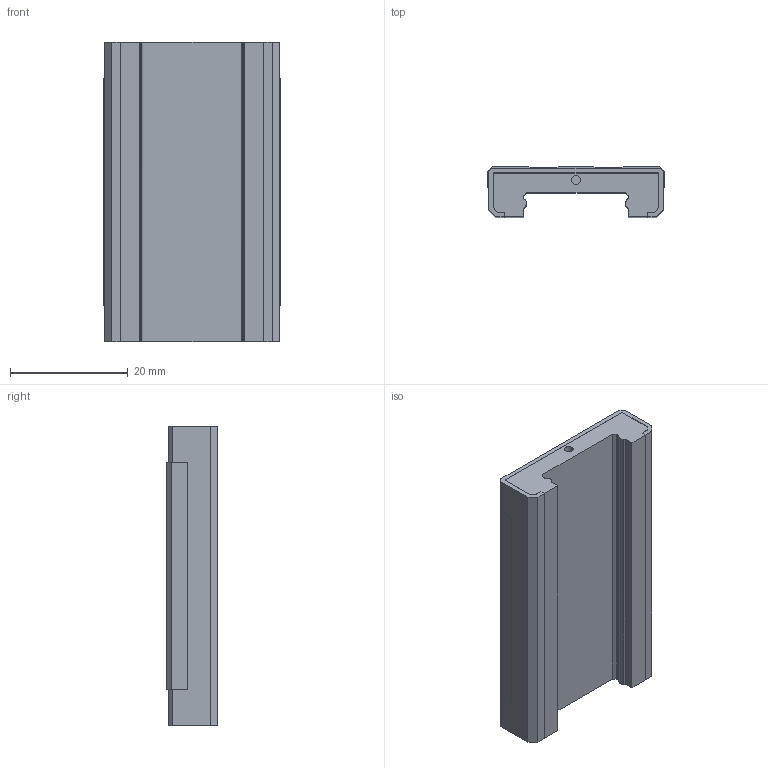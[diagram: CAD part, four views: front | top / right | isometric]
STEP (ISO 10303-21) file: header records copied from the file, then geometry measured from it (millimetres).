
FILE_DESCRIPTION(/* description */ (''),/* implementation_level */ '2;1');
FILE_NAME(/* name */ 'MB09WL.stp',/* time_stamp */ '2015-06-18T17:02:38+08:00',/* author */ ('carryzheng'),/* organization */ (''),/* preprocessor_version */ 'ST-DEVELOPER v15.6',/* originating_system */ 'Autodesk Inventor 2015',/* authorisation */ '');
FILE_SCHEMA (('AUTOMOTIVE_DESIGN { 1 0 10303 214 3 1 1 }'));
Length unit declared in the file: millimetre
Products named in the file (2): MB09WN-GGX-0A__X2_FFFD_X0_w_X2_FFFD_X0_]; MB09WL
Assembly tree (1 placements, depth 2):
  MB09WL
    MB09WN-GGX-0A__X2_FFFD_X0_w_X2_FFFD_X0_]
Bounding box: 30 x 8.6 x 51 mm (x, y, z)
Volume: 8957.4 mm3; surface area: 6818 mm2
Topology: 1 solids, 1 shells, 150 faces, 410 edges, 272 vertices
Faces by surface type: plane 102, cylinder 24, bspline 16, cone 8
Full cylindrical faces by diameter (mm): 1.5 x2, 2.5 x4, 3 x4
Entity records: 5204 total; most frequent: CARTESIAN_POINT 1541, ORIENTED_EDGE 768, DIRECTION 678, EDGE_CURVE 384, LINE 300, VECTOR 300, VERTEX_POINT 264, AXIS2_PLACEMENT_3D 189
